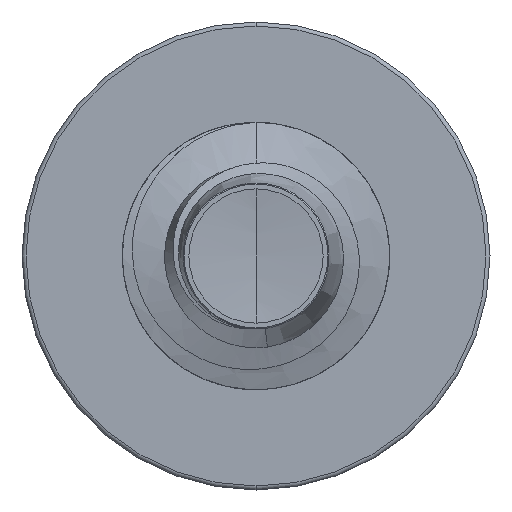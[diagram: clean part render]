
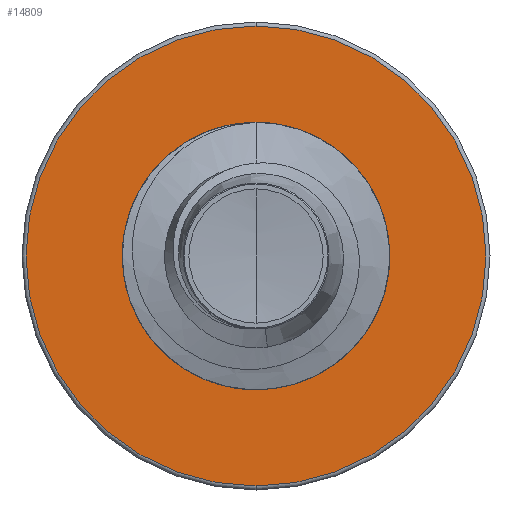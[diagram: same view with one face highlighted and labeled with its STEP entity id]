
A CAD part, front view. The second image highlights one B-rep face of the part: STEP entity #14809.
In plain terms, the highlighted planar face has unit normal (0, -1, 0).
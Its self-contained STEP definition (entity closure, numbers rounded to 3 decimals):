
#249 = DIRECTION ( 'NONE',  ( 0., 0., 1. ) ) ;
#984 = VERTEX_POINT ( 'NONE', #16156 ) ;
#1493 = ORIENTED_EDGE ( 'NONE', *, *, #13780, .F. ) ;
#1710 = CARTESIAN_POINT ( 'NONE',  ( 0., 10., 3.44 ) ) ;
#1889 = DIRECTION ( 'NONE',  ( 0., 0., 1. ) ) ;
#2380 = VERTEX_POINT ( 'NONE', #9183 ) ;
#2814 = CIRCLE ( 'NONE', #6601, 1.989 ) ;
#2957 = AXIS2_PLACEMENT_3D ( 'NONE', #16294, #11256, #1889 ) ;
#3285 = EDGE_LOOP ( 'NONE', ( #11651, #15931 ) ) ;
#4240 = AXIS2_PLACEMENT_3D ( 'NONE', #17597, #10134, #249 ) ;
#4375 = AXIS2_PLACEMENT_3D ( 'NONE', #17417, #9912, #18486 ) ;
#4431 = DIRECTION ( 'NONE',  ( 0., 0., 1. ) ) ;
#4456 = DIRECTION ( 'NONE',  ( 0., 1., 0. ) ) ;
#4487 = CARTESIAN_POINT ( 'NONE',  ( 0., 10., 0. ) ) ;
#4988 = CIRCLE ( 'NONE', #4240, 1.989 ) ;
#5373 = AXIS2_PLACEMENT_3D ( 'NONE', #4487, #4456, #4431 ) ;
#6327 = VERTEX_POINT ( 'NONE', #1710 ) ;
#6601 = AXIS2_PLACEMENT_3D ( 'NONE', #9007, #8982, #8960 ) ;
#7890 = VERTEX_POINT ( 'NONE', #8612 ) ;
#7917 = FACE_BOUND ( 'NONE', #3285, .T. ) ;
#8375 = FACE_OUTER_BOUND ( 'NONE', #16127, .T. ) ;
#8612 = CARTESIAN_POINT ( 'NONE',  ( 0., 10., -1.989 ) ) ;
#8960 = DIRECTION ( 'NONE',  ( 0., 0., 1. ) ) ;
#8982 = DIRECTION ( 'NONE',  ( 0., 1., 0. ) ) ;
#9007 = CARTESIAN_POINT ( 'NONE',  ( 0., 10., 0. ) ) ;
#9183 = CARTESIAN_POINT ( 'NONE',  ( 0., 10., -3.44 ) ) ;
#9912 = DIRECTION ( 'NONE',  ( 0., 1., 0. ) ) ;
#9946 = CIRCLE ( 'NONE', #4375, 3.44 ) ;
#10134 = DIRECTION ( 'NONE',  ( 0., 1., 0. ) ) ;
#11140 = EDGE_CURVE ( 'NONE', #984, #7890, #2814, .T. ) ;
#11256 = DIRECTION ( 'NONE',  ( 0., 1., 0. ) ) ;
#11651 = ORIENTED_EDGE ( 'NONE', *, *, #11140, .T. ) ;
#12828 = EDGE_CURVE ( 'NONE', #2380, #6327, #17239, .T. ) ;
#13780 = EDGE_CURVE ( 'NONE', #6327, #2380, #9946, .T. ) ;
#13917 = EDGE_CURVE ( 'NONE', #7890, #984, #4988, .T. ) ;
#14492 = ORIENTED_EDGE ( 'NONE', *, *, #12828, .F. ) ;
#14809 = ADVANCED_FACE ( 'NONE', ( #8375, #7917 ), #17372, .F. ) ;
#15931 = ORIENTED_EDGE ( 'NONE', *, *, #13917, .T. ) ;
#16127 = EDGE_LOOP ( 'NONE', ( #1493, #14492 ) ) ;
#16156 = CARTESIAN_POINT ( 'NONE',  ( 0., 10., 1.989 ) ) ;
#16294 = CARTESIAN_POINT ( 'NONE',  ( 0., 10., -1.989 ) ) ;
#17239 = CIRCLE ( 'NONE', #5373, 3.44 ) ;
#17372 = PLANE ( 'NONE',  #2957 ) ;
#17417 = CARTESIAN_POINT ( 'NONE',  ( 0., 10., 0. ) ) ;
#17597 = CARTESIAN_POINT ( 'NONE',  ( 0., 10., 0. ) ) ;
#18486 = DIRECTION ( 'NONE',  ( 0., 0., 1. ) ) ;
